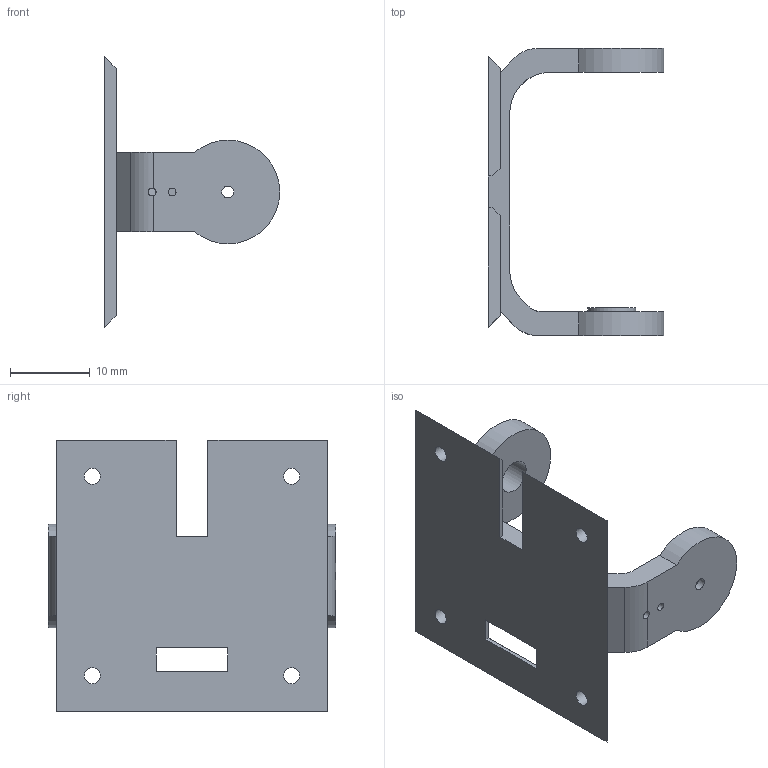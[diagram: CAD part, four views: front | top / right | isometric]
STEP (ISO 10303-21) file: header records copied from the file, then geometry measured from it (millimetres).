
FILE_DESCRIPTION(/* description */ (''),/* implementation_level */ '2;1');
FILE_NAME(/* name */ 'activeHinge_frameWithoutHorn.stp',/* time_stamp */ '2015-02-27T17:35:15+01:00',/* author */ ('Przem'),/* organization */ (''),/* preprocessor_version */ 'ST-DEVELOPER v15.2',/* originating_system */ 'Autodesk Inventor 2014',/* authorisation */ '');
FILE_SCHEMA (('AUTOMOTIVE_DESIGN { 1 0 10303 214 3 1 1 }'));
Length unit declared in the file: millimetre
Products named in the file (1): activeHinge_frameWithoutHorn
Bounding box: 22 x 36 x 34 mm (x, y, z)
Volume: 3032.1 mm3; surface area: 3554.2 mm2
Topology: 1 solids, 1 shells, 52 faces, 143 edges, 94 vertices
Faces by surface type: plane 32, cylinder 20
Full cylindrical faces by diameter (mm): 1 x2, 1.5 x1, 2 x4, 3.6 x1, 4.3 x1, 6 x1
Entity records: 1692 total; most frequent: CARTESIAN_POINT 322, DIRECTION 273, ORIENTED_EDGE 264, EDGE_CURVE 132, VERTEX_POINT 93, LINE 91, VECTOR 91, AXIS2_PLACEMENT_3D 91
